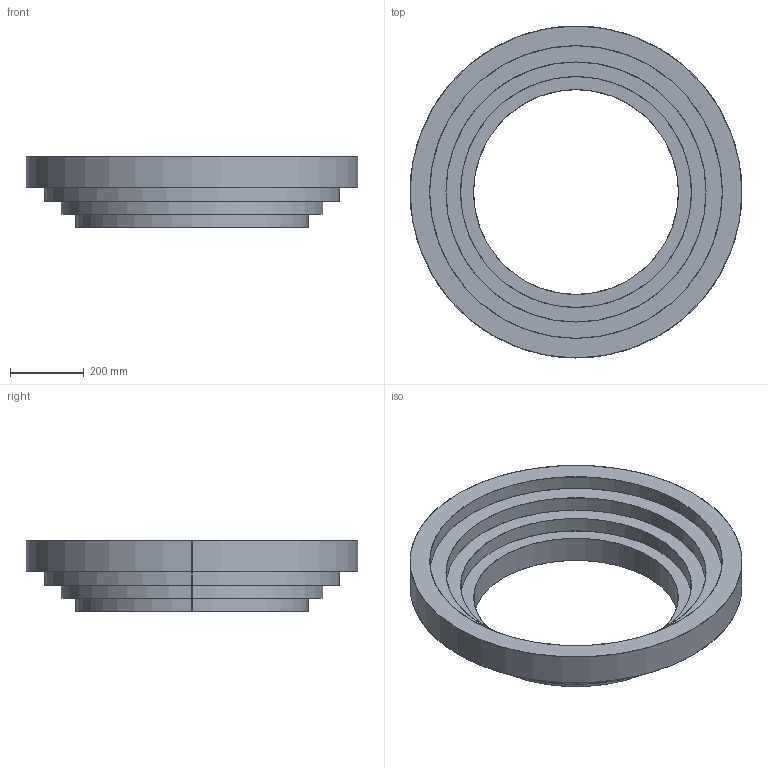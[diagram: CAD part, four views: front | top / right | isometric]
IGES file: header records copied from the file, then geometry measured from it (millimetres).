
Start section: SolidWorks IGES file using analytic representation for surfaces
Global section: file name: Step Reducer SDR17_001 115 1081 0903.igs; native system: SolidWorks 2019; preprocessor: SolidWorks 2019; author: s.cokol; date: 200515.170301; units: millimetre
Bounding box: 900 x 900 x 194 mm (x, y, z)
Surface area: 1669153.8 mm2 (no closed solid volume)
Topology: 0 solids, 0 shells, 24 faces, 1088 edges, 1088 vertices
Faces by surface type: revolution 16, bspline 8
